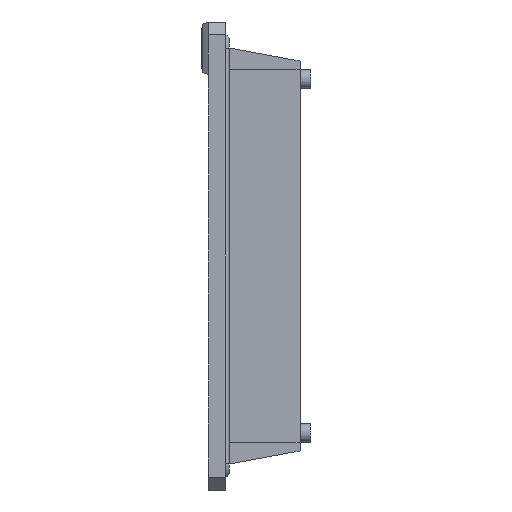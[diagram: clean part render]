
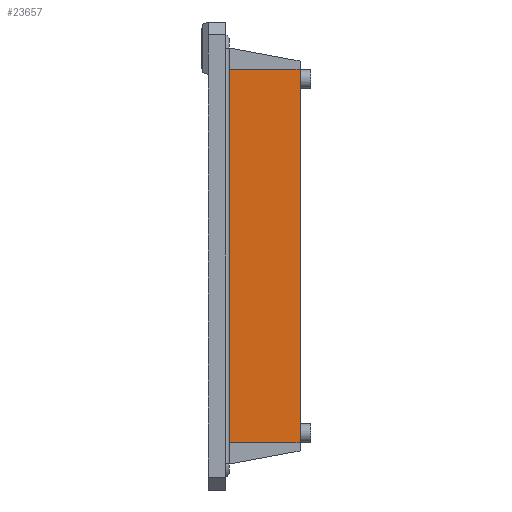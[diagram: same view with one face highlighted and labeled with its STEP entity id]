
A CAD part, left-side view. The second image highlights one B-rep face of the part: STEP entity #23657.
In plain terms, the highlighted planar face has unit normal (-1, 0, 0).
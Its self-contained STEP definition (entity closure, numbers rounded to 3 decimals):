
#1498 = LINE ( 'NONE', #23309, #3219 ) ;
#2398 = DIRECTION ( 'NONE',  ( -1., 0., 0. ) ) ;
#2669 = AXIS2_PLACEMENT_3D ( 'NONE', #20723, #2398, #5939 ) ;
#3219 = VECTOR ( 'NONE', #5945, 1000. ) ;
#4746 = ORIENTED_EDGE ( 'NONE', *, *, #7648, .T. ) ;
#5061 = VERTEX_POINT ( 'NONE', #43310 ) ;
#5939 = DIRECTION ( 'NONE',  ( 0., 0., 1. ) ) ;
#5945 = DIRECTION ( 'NONE',  ( 0., 0., -1. ) ) ;
#7648 = EDGE_CURVE ( 'NONE', #24605, #5061, #16839, .T. ) ;
#8744 = EDGE_CURVE ( 'NONE', #16438, #20346, #35956, .T. ) ;
#11816 = DIRECTION ( 'NONE',  ( 0., 0., -1. ) ) ;
#12125 = EDGE_CURVE ( 'NONE', #16438, #24605, #20499, .T. ) ;
#12976 = EDGE_LOOP ( 'NONE', ( #4746, #25211, #26452, #20771 ) ) ;
#14154 = DIRECTION ( 'NONE',  ( 0., -1., 0. ) ) ;
#14834 = EDGE_CURVE ( 'NONE', #20346, #5061, #1498, .T. ) ;
#15514 = DIRECTION ( 'NONE',  ( 0., -1., 0. ) ) ;
#16438 = VERTEX_POINT ( 'NONE', #29147 ) ;
#16839 = LINE ( 'NONE', #17783, #25997 ) ;
#17783 = CARTESIAN_POINT ( 'NONE',  ( -45., 34.48, -43.5 ) ) ;
#20346 = VERTEX_POINT ( 'NONE', #33602 ) ;
#20499 = LINE ( 'NONE', #38172, #29060 ) ;
#20723 = CARTESIAN_POINT ( 'NONE',  ( -45., 168.242, 45. ) ) ;
#20771 = ORIENTED_EDGE ( 'NONE', *, *, #12125, .T. ) ;
#23309 = CARTESIAN_POINT ( 'NONE',  ( -45., 0., 45. ) ) ;
#23657 = ADVANCED_FACE ( 'NONE', ( #36565 ), #27741, .T. ) ;
#24605 = VERTEX_POINT ( 'NONE', #35555 ) ;
#25211 = ORIENTED_EDGE ( 'NONE', *, *, #14834, .F. ) ;
#25997 = VECTOR ( 'NONE', #14154, 1000. ) ;
#26452 = ORIENTED_EDGE ( 'NONE', *, *, #8744, .F. ) ;
#27741 = PLANE ( 'NONE',  #2669 ) ;
#29060 = VECTOR ( 'NONE', #11816, 1000. ) ;
#29147 = CARTESIAN_POINT ( 'NONE',  ( -45., 17.75, 43.5 ) ) ;
#33602 = CARTESIAN_POINT ( 'NONE',  ( -45., 0., 43.5 ) ) ;
#35555 = CARTESIAN_POINT ( 'NONE',  ( -45., 17.75, -43.5 ) ) ;
#35956 = LINE ( 'NONE', #37214, #39388 ) ;
#36565 = FACE_OUTER_BOUND ( 'NONE', #12976, .T. ) ;
#37214 = CARTESIAN_POINT ( 'NONE',  ( -45., 34.48, 43.5 ) ) ;
#38172 = CARTESIAN_POINT ( 'NONE',  ( -45., 17.75, 45. ) ) ;
#39388 = VECTOR ( 'NONE', #15514, 1000. ) ;
#43310 = CARTESIAN_POINT ( 'NONE',  ( -45., 0., -43.5 ) ) ;
